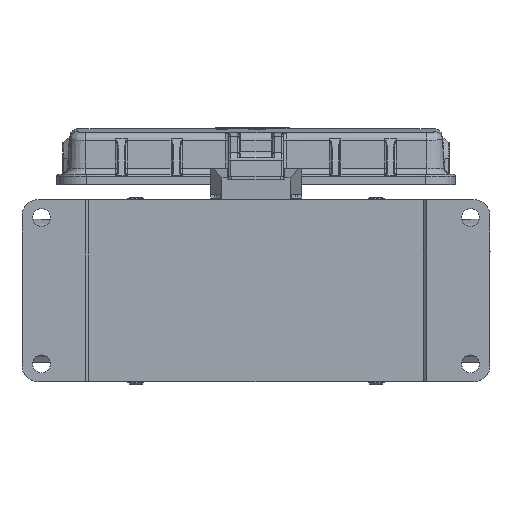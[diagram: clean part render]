
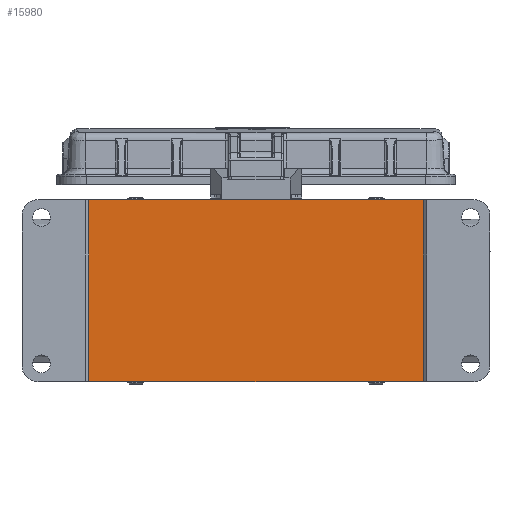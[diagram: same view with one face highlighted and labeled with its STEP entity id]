
A CAD part, front view. The second image highlights one B-rep face of the part: STEP entity #15980.
In plain terms, the highlighted planar face has unit normal (0, -1, 0).
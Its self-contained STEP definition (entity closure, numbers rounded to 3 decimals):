
#2083 = CARTESIAN_POINT ( 'NONE',  ( 51.5, -22.995, -28. ) ) ;
#2084 = CARTESIAN_POINT ( 'NONE',  ( -51.5, -22.995, -28. ) ) ;
#2085 = CARTESIAN_POINT ( 'NONE',  ( 51.5, -22.995, 28. ) ) ;
#2086 = CARTESIAN_POINT ( 'NONE',  ( -51.5, -22.995, 28. ) ) ;
#4462 = PLANE ( 'NONE',  #43515 ) ;
#4463 = CARTESIAN_POINT ( 'NONE',  ( 51.5, -22.995, 33.6 ) ) ;
#4464 = DIRECTION ( 'NONE',  ( 0., 1., 0. ) ) ;
#4465 = DIRECTION ( 'NONE',  ( 0., 0., 1. ) ) ;
#6304 = EDGE_CURVE ( 'NONE', #15589, #15591, #19037, .T. ) ;
#6305 = EDGE_CURVE ( 'NONE', #15589, #15590, #19040, .T. ) ;
#6306 = EDGE_CURVE ( 'NONE', #15592, #15591, #19043, .T. ) ;
#6307 = EDGE_CURVE ( 'NONE', #15592, #15590, #19046, .T. ) ;
#8015 = EDGE_LOOP ( 'NONE', ( #33862, #33861, #33863, #33808 ) ) ;
#13158 = VECTOR ( 'NONE', #19042, 1000. ) ;
#13172 = VECTOR ( 'NONE', #19045, 1000. ) ;
#13995 = VECTOR ( 'NONE', #19048, 1000. ) ;
#14354 = VECTOR ( 'NONE', #19039, 1000. ) ;
#15589 = VERTEX_POINT ( 'NONE', #2083 ) ;
#15590 = VERTEX_POINT ( 'NONE', #2084 ) ;
#15591 = VERTEX_POINT ( 'NONE', #2085 ) ;
#15592 = VERTEX_POINT ( 'NONE', #2086 ) ;
#15980 = ADVANCED_FACE ( 'NONE', ( #43514 ), #4462, .F. ) ;
#19037 = LINE ( 'NONE', #19038, #14354 ) ;
#19038 = CARTESIAN_POINT ( 'NONE',  ( 51.5, -22.995, 33.6 ) ) ;
#19039 = DIRECTION ( 'NONE',  ( 0., 0., 1. ) ) ;
#19040 = LINE ( 'NONE', #19041, #13158 ) ;
#19041 = CARTESIAN_POINT ( 'NONE',  ( 72., -22.995, -28. ) ) ;
#19042 = DIRECTION ( 'NONE',  ( -1., 0., 0. ) ) ;
#19043 = LINE ( 'NONE', #19044, #13172 ) ;
#19044 = CARTESIAN_POINT ( 'NONE',  ( -72., -22.995, 28. ) ) ;
#19045 = DIRECTION ( 'NONE',  ( 1., 0., 0. ) ) ;
#19046 = LINE ( 'NONE', #19047, #13995 ) ;
#19047 = CARTESIAN_POINT ( 'NONE',  ( -51.5, -22.995, 33.6 ) ) ;
#19048 = DIRECTION ( 'NONE',  ( 0., 0., -1. ) ) ;
#33808 = ORIENTED_EDGE ( 'NONE', *, *, #6307, .T. ) ;
#33861 = ORIENTED_EDGE ( 'NONE', *, *, #6304, .T. ) ;
#33862 = ORIENTED_EDGE ( 'NONE', *, *, #6305, .F. ) ;
#33863 = ORIENTED_EDGE ( 'NONE', *, *, #6306, .F. ) ;
#43514 = FACE_OUTER_BOUND ( 'NONE', #8015, .T. ) ;
#43515 = AXIS2_PLACEMENT_3D ( 'NONE', #4463, #4464, #4465 ) ;
